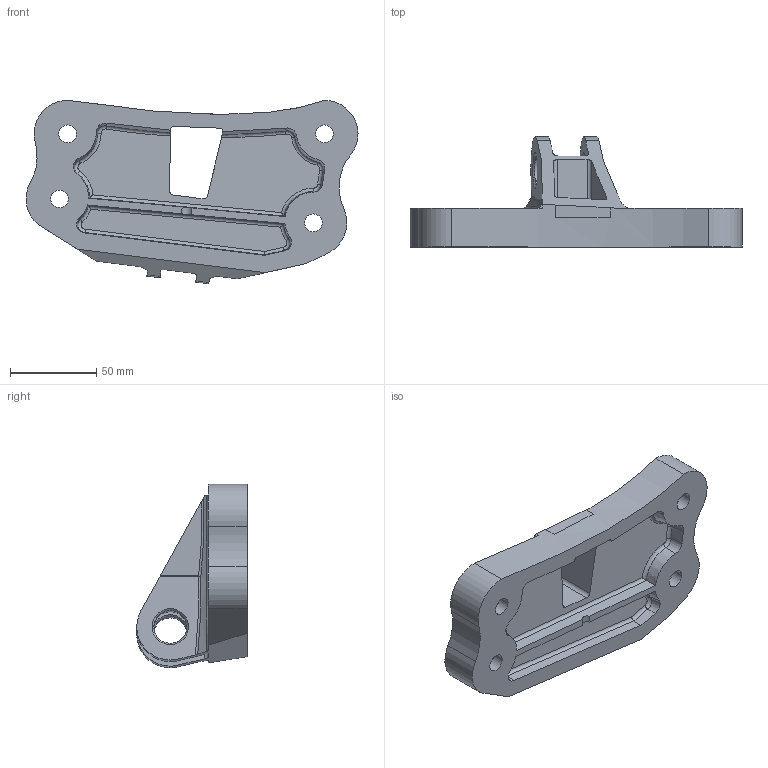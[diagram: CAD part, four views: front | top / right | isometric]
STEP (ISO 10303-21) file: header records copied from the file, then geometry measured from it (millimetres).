
FILE_DESCRIPTION(('Open CASCADE Model'),'2;1');
FILE_NAME('Open CASCADE Shape Model','2021-04-21T12:07:32',('Author'),( 'Open CASCADE'),'Open CASCADE STEP processor 7.4','Open CASCADE 7.4' ,'Unknown');
FILE_SCHEMA(('AUTOMOTIVE_DESIGN { 1 0 10303 214 1 1 1 1 }'));
Length unit declared in the file: millimetre
Products named in the file (1): Open CASCADE STEP translator 7.4 22
Bounding box: 192.92 x 64.22 x 106.6 mm (x, y, z)
Volume: 239326.8 mm3; surface area: 66784.4 mm2
Topology: 1 solids, 1 shells, 183 faces, 525 edges, 349 vertices
Faces by surface type: cone 43, cylinder 41, torus 39, plane 39, bspline 17, revolution 2, sphere 2
Full cylindrical faces by diameter (mm): 10.31 x4, 19.11 x2, 21.8 x4
Entity records: 20870 total; most frequent: CARTESIAN_POINT 11276, DIRECTION 1617, ORIENTED_EDGE 1048, PCURVE 1048, DEFINITIONAL_REPRESENTATION 1048, LINE 710, VECTOR 710, EDGE_CURVE 524
